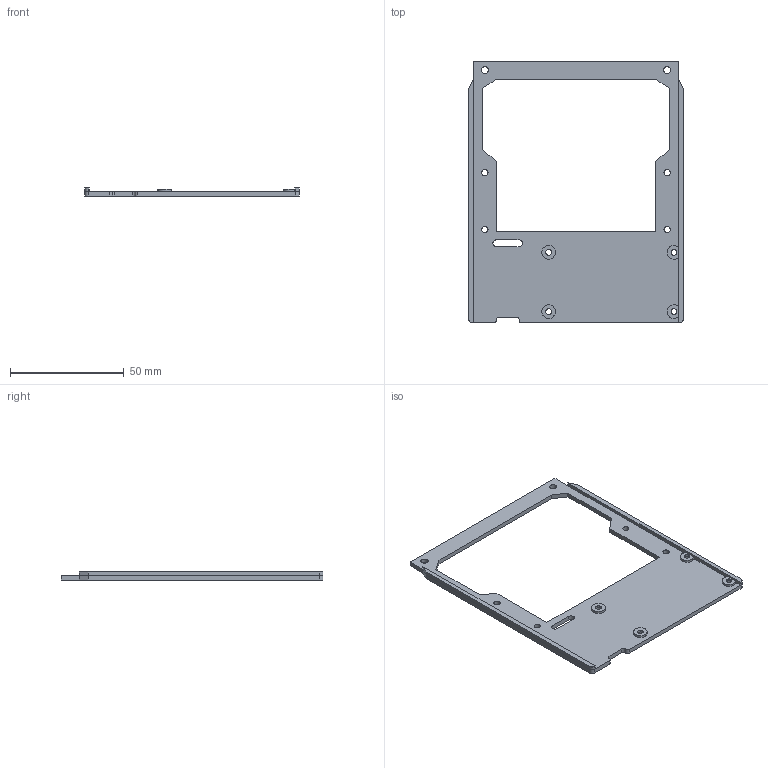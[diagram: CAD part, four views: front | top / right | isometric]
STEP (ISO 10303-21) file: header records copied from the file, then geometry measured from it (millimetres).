
FILE_DESCRIPTION(('FreeCAD Model'),'2;1');
FILE_NAME('Open CASCADE Shape Model','2023-05-20T12:02:02',('Author'),( ''),'Open CASCADE STEP processor 7.5','FreeCAD','Unknown');
FILE_SCHEMA(('AUTOMOTIVE_DESIGN { 1 0 10303 214 1 1 1 1 }'));
Length unit declared in the file: millimetre
Products named in the file (1): Body
Bounding box: 94 x 115 x 3.6 mm (x, y, z)
Volume: 11918.7 mm3; surface area: 13575.1 mm2
Topology: 1 solids, 1 shells, 68 faces, 176 edges, 112 vertices
Faces by surface type: plane 40, cylinder 28
Full cylindrical faces by diameter (mm): 2.5 x8, 2.75 x4, 3.1 x2, 6 x2
Entity records: 4432 total; most frequent: CARTESIAN_POINT 733, DIRECTION 712, LINE 434, VECTOR 434, ORIENTED_EDGE 352, PCURVE 352, DEFINITIONAL_REPRESENTATION 352, EDGE_CURVE 176
